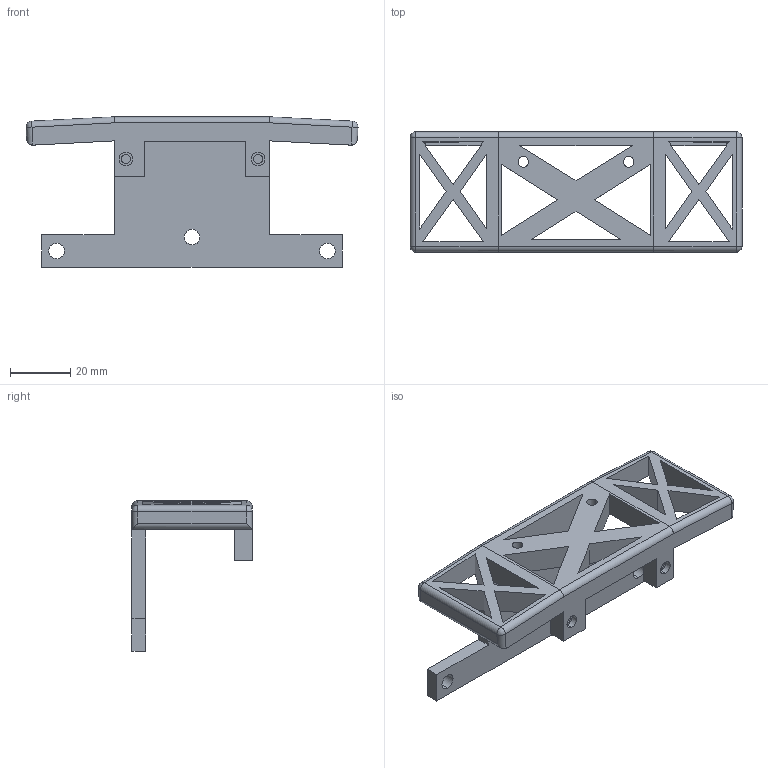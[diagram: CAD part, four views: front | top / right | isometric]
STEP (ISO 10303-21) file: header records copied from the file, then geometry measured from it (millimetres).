
FILE_DESCRIPTION (( 'STEP AP214' ), '1' );
FILE_NAME ('Bumper.STEP', '2022-02-25T21:27:53', ( '' ), ( '' ), 'SwSTEP 2.0', 'SolidWorks 2020', '' );
FILE_SCHEMA (( 'AUTOMOTIVE_DESIGN' ));
Length unit declared in the file: millimetre
Products named in the file (1): Bumper
Bounding box: 110.4 x 40 x 50 mm (x, y, z)
Volume: 33487 mm3; surface area: 20328.1 mm2
Topology: 1 solids, 1 shells, 108 faces, 298 edges, 188 vertices
Faces by surface type: plane 68, cylinder 36, sphere 4
Entity records: 3472 total; most frequent: CARTESIAN_POINT 615, ORIENTED_EDGE 588, DIRECTION 560, EDGE_CURVE 294, VECTOR 230, LINE 230, VERTEX_POINT 188, AXIS2_PLACEMENT_3D 165
